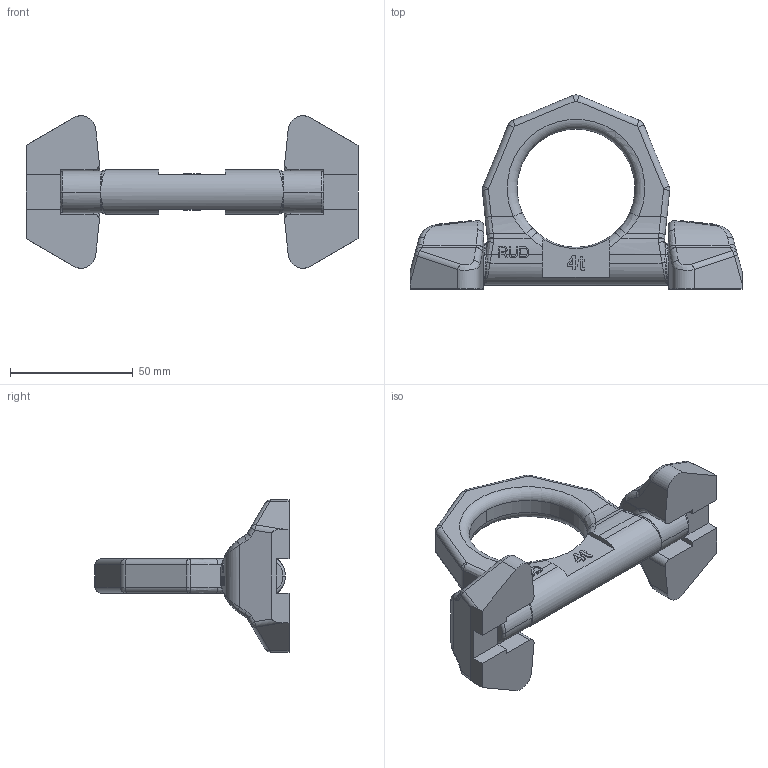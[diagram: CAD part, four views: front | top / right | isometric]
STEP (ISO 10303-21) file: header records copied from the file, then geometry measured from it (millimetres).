
FILE_DESCRIPTION((''),'2;1');
FILE_NAME('001-M32032-P-10_ASM','2019-02-01T',('anja.joas'),(''),'PRO/ENGINEER BY PARAMETRIC TECHNOLOGY CORPORATION, 2011490','PRO/ENGINEER BY PARAMETRIC TECHNOLOGY CORPORATION, 2011490','');
FILE_SCHEMA(('CONFIG_CONTROL_DESIGN'));
Length unit declared in the file: millimetre
Products named in the file (3): 001-M32032-P-20; 001-M35240-P-2; 001-M32032-P-10_ASM
Assembly tree (3 placements, depth 2):
  001-M32032-P-10_ASM
    001-M32032-P-20  x2
    001-M35240-P-2
Bounding box: 135 x 78.9 x 62 mm (x, y, z)
Volume: 101969.8 mm3; surface area: 25820.6 mm2
Topology: 3 solids, 3 shells, 880 faces, 2370 edges, 1522 vertices
Faces by surface type: plane 637, bspline 106, cylinder 93, sphere 16, torus 14, extrusion 14
Entity records: 23677 total; most frequent: CARTESIAN_POINT 8195, ORIENTED_EDGE 3486, DIRECTION 2784, EDGE_CURVE 1743, VECTOR 1184, LINE 1170, VERTEX_POINT 1118, AXIS2_PLACEMENT_3D 800
